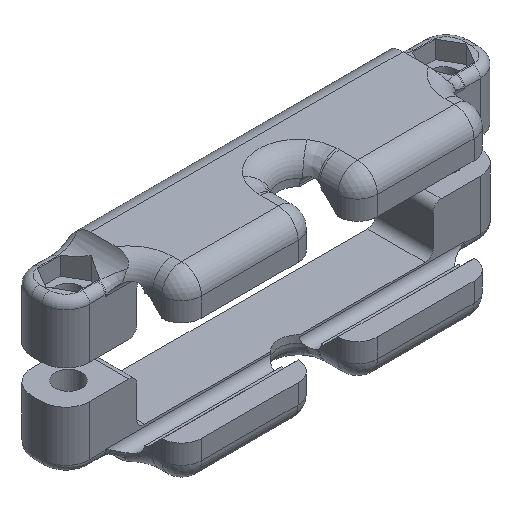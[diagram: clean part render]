
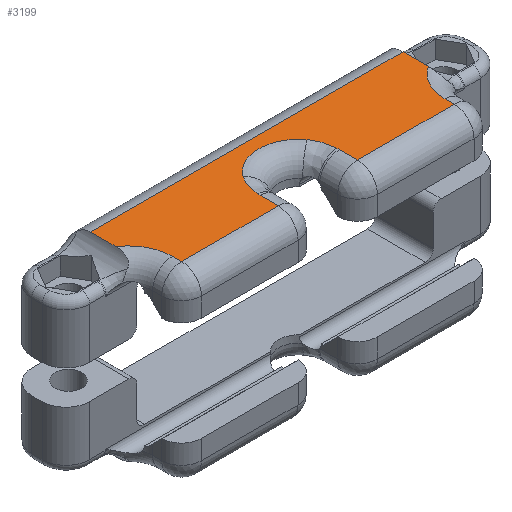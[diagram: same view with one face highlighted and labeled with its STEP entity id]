
A CAD part, isometric view. The second image highlights one B-rep face of the part: STEP entity #3199.
In plain terms, the highlighted planar face has unit normal (0, 0, 1).
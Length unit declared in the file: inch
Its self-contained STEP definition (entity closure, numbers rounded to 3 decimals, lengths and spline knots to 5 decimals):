
#140=B_SPLINE_CURVE_WITH_KNOTS('',3,(#6009,#6010,#6011,#6012,#6013,#6014,
#6015,#6016,#6017,#6018),.UNSPECIFIED.,.F.,.F.,(4,1,1,1,1,1,1,4),(2.47924,
2.48207,2.48491,2.49058,2.49908,2.50475,
2.50758,2.51892),.UNSPECIFIED.);
#141=B_SPLINE_CURVE_WITH_KNOTS('',3,(#6065,#6066,#6067,#6068,#6069,#6070,
#6071),.UNSPECIFIED.,.F.,.F.,(4,1,1,1,4),(1.09827,1.15261,
1.31565,1.37,1.47869),.UNSPECIFIED.);
#143=B_SPLINE_CURVE_WITH_KNOTS('',3,(#6158,#6159,#6160,#6161,#6162,#6163,
#6164,#6165,#6166),.UNSPECIFIED.,.F.,.F.,(4,1,1,1,1,1,4),(2.47944,
2.48794,2.4936,2.49927,2.50777,2.51344,
2.5191),.UNSPECIFIED.);
#144=B_SPLINE_CURVE_WITH_KNOTS('',3,(#6197,#6198,#6199,#6200,#6201,#6202),
 .UNSPECIFIED.,.F.,.F.,(4,1,1,4),(0.,0.1086,0.21719,
0.38008),.UNSPECIFIED.);
#264=CIRCLE('',#3459,0.275);
#287=CIRCLE('',#3497,0.275);
#300=CIRCLE('',#3516,0.25);
#555=FACE_OUTER_BOUND('',#745,.T.);
#745=EDGE_LOOP('',(#2819,#2820,#2821,#2822,#2823,#2824,#2825,#2826,#2827,
#2828,#2829,#2830,#2831,#2832,#2833,#2834));
#903=LINE('',#5677,#1127);
#911=LINE('',#5730,#1135);
#931=LINE('',#5941,#1155);
#933=LINE('',#5949,#1157);
#935=LINE('',#5956,#1159);
#937=LINE('',#6094,#1161);
#939=LINE('',#6102,#1163);
#941=LINE('',#6107,#1165);
#967=LINE('',#6292,#1191);
#1127=VECTOR('',#4162,0.3937);
#1135=VECTOR('',#4182,0.3937);
#1155=VECTOR('',#4294,0.3937);
#1157=VECTOR('',#4302,0.3937);
#1159=VECTOR('',#4310,0.3937);
#1161=VECTOR('',#4338,0.3937);
#1163=VECTOR('',#4346,0.3937);
#1165=VECTOR('',#4352,0.3937);
#1191=VECTOR('',#4446,0.3937);
#1411=VERTEX_POINT('',#5669);
#1412=VERTEX_POINT('',#5676);
#1423=VERTEX_POINT('',#5717);
#1426=VERTEX_POINT('',#5747);
#1458=VERTEX_POINT('',#5918);
#1459=VERTEX_POINT('',#5931);
#1461=VERTEX_POINT('',#5937);
#1463=VERTEX_POINT('',#5943);
#1466=VERTEX_POINT('',#5951);
#1468=VERTEX_POINT('',#6007);
#1469=VERTEX_POINT('',#6024);
#1470=VERTEX_POINT('',#6026);
#1471=VERTEX_POINT('',#6064);
#1473=VERTEX_POINT('',#6087);
#1476=VERTEX_POINT('',#6092);
#1477=VERTEX_POINT('',#6096);
#1814=EDGE_CURVE('',#1411,#1412,#903,.T.);
#1829=EDGE_CURVE('',#1411,#1423,#911,.T.);
#1833=EDGE_CURVE('',#1426,#1423,#264,.T.);
#1883=EDGE_CURVE('',#1458,#1459,#287,.T.);
#1888=EDGE_CURVE('',#1459,#1461,#931,.T.);
#1892=EDGE_CURVE('',#1461,#1463,#933,.T.);
#1896=EDGE_CURVE('',#1463,#1466,#935,.T.);
#1898=EDGE_CURVE('',#1466,#1468,#140,.T.);
#1903=EDGE_CURVE('',#1470,#1469,#300,.T.);
#1904=EDGE_CURVE('',#1469,#1471,#141,.T.);
#1910=EDGE_CURVE('',#1476,#1473,#937,.T.);
#1914=EDGE_CURVE('',#1473,#1477,#939,.T.);
#1917=EDGE_CURVE('',#1477,#1426,#941,.T.);
#1921=EDGE_CURVE('',#1471,#1476,#143,.T.);
#1922=EDGE_CURVE('',#1468,#1470,#144,.T.);
#1963=EDGE_CURVE('',#1458,#1412,#967,.T.);
#2819=ORIENTED_EDGE('',*,*,#1883,.F.);
#2820=ORIENTED_EDGE('',*,*,#1963,.T.);
#2821=ORIENTED_EDGE('',*,*,#1814,.F.);
#2822=ORIENTED_EDGE('',*,*,#1829,.T.);
#2823=ORIENTED_EDGE('',*,*,#1833,.F.);
#2824=ORIENTED_EDGE('',*,*,#1917,.F.);
#2825=ORIENTED_EDGE('',*,*,#1914,.F.);
#2826=ORIENTED_EDGE('',*,*,#1910,.F.);
#2827=ORIENTED_EDGE('',*,*,#1921,.F.);
#2828=ORIENTED_EDGE('',*,*,#1904,.F.);
#2829=ORIENTED_EDGE('',*,*,#1903,.F.);
#2830=ORIENTED_EDGE('',*,*,#1922,.F.);
#2831=ORIENTED_EDGE('',*,*,#1898,.F.);
#2832=ORIENTED_EDGE('',*,*,#1896,.F.);
#2833=ORIENTED_EDGE('',*,*,#1892,.F.);
#2834=ORIENTED_EDGE('',*,*,#1888,.F.);
#3019=PLANE('',#3564);
#3199=ADVANCED_FACE('',(#555),#3019,.F.);
#3459=AXIS2_PLACEMENT_3D('',#5749,#4189,#4190);
#3497=AXIS2_PLACEMENT_3D('',#5932,#4283,#4284);
#3516=AXIS2_PLACEMENT_3D('',#6028,#4327,#4328);
#3564=AXIS2_PLACEMENT_3D('',#6300,#4455,#4456);
#4162=DIRECTION('',(1.,0.,0.));
#4182=DIRECTION('',(0.,-1.,0.));
#4189=DIRECTION('center_axis',(0.,0.,
1.));
#4190=DIRECTION('ref_axis',(-1.,0.,0.));
#4283=DIRECTION('center_axis',(0.,0.,
1.));
#4284=DIRECTION('ref_axis',(1.,0.,0.));
#4294=DIRECTION('',(0.,-1.,0.));
#4302=DIRECTION('',(-1.,0.,0.));
#4310=DIRECTION('',(0.,1.,0.));
#4327=DIRECTION('center_axis',(0.,0.,
1.));
#4328=DIRECTION('ref_axis',(0.,1.,0.));
#4338=DIRECTION('',(0.,-1.,0.));
#4346=DIRECTION('',(-1.,0.,0.));
#4352=DIRECTION('',(0.,1.,0.));
#4446=DIRECTION('',(0.,1.,0.));
#4455=DIRECTION('center_axis',(0.,0.,
-1.));
#4456=DIRECTION('ref_axis',(0.,-1.,0.));
#5669=CARTESIAN_POINT('',(-1.788,0.23764,1.06186));
#5676=CARTESIAN_POINT('',(0.182,0.23764,1.06186));
#5677=CARTESIAN_POINT('',(-0.798,0.23764,1.06186));
#5717=CARTESIAN_POINT('',(-1.788,0.07813,1.06186));
#5730=CARTESIAN_POINT('',(-1.788,-0.19486,1.06186));
#5747=CARTESIAN_POINT('',(-1.663,-0.15236,1.06186));
#5749=CARTESIAN_POINT('Origin',(-1.938,-0.15236,1.06186));
#5918=CARTESIAN_POINT('',(0.182,0.07813,1.06186));
#5931=CARTESIAN_POINT('',(0.057,-0.15236,1.06186));
#5932=CARTESIAN_POINT('Origin',(0.332,-0.15236,1.06186));
#5937=CARTESIAN_POINT('',(0.057,-0.21036,1.06186));
#5941=CARTESIAN_POINT('',(0.057,-0.24486,1.06186));
#5943=CARTESIAN_POINT('',(-0.553,-0.21036,1.06186));
#5949=CARTESIAN_POINT('',(-0.798,-0.21036,1.06186));
#5951=CARTESIAN_POINT('',(-0.553,-0.09609,1.06186));
#5956=CARTESIAN_POINT('',(-0.553,-0.16236,1.06186));
#6007=CARTESIAN_POINT('',(-0.5535,-0.08047,1.06186));
#6009=CARTESIAN_POINT('Ctrl Pts',(-0.553,-0.09609,
1.06186));
#6010=CARTESIAN_POINT('Ctrl Pts',(-0.553,-0.09571,
1.06186));
#6011=CARTESIAN_POINT('Ctrl Pts',(-0.553,-0.09497,
1.06186));
#6012=CARTESIAN_POINT('Ctrl Pts',(-0.55301,-0.09348,
1.06186));
#6013=CARTESIAN_POINT('Ctrl Pts',(-0.55305,-0.09125,
1.06186));
#6014=CARTESIAN_POINT('Ctrl Pts',(-0.55312,-0.08865,
1.06186));
#6015=CARTESIAN_POINT('Ctrl Pts',(-0.55321,-0.08642,
1.06186));
#6016=CARTESIAN_POINT('Ctrl Pts',(-0.55332,-0.08382,
1.06186));
#6017=CARTESIAN_POINT('Ctrl Pts',(-0.55341,-0.08196,
1.06186));
#6018=CARTESIAN_POINT('Ctrl Pts',(-0.5535,-0.08047,
1.06186));
#6024=CARTESIAN_POINT('',(-1.00488,0.06011,1.06186));
#6026=CARTESIAN_POINT('',(-0.60112,0.06011,1.06186));
#6028=CARTESIAN_POINT('Origin',(-0.803,-0.08736,1.06186));
#6064=CARTESIAN_POINT('',(-1.0525,-0.08047,1.06186));
#6065=CARTESIAN_POINT('Ctrl Pts',(-1.00488,0.06011,
1.06186));
#6066=CARTESIAN_POINT('Ctrl Pts',(-1.00909,0.05435,
1.06186));
#6067=CARTESIAN_POINT('Ctrl Pts',(-1.02463,0.03019,
1.06186));
#6068=CARTESIAN_POINT('Ctrl Pts',(-1.038,-0.0032,
1.06186));
#6069=CARTESIAN_POINT('Ctrl Pts',(-1.04855,-0.0449,
1.06186));
#6070=CARTESIAN_POINT('Ctrl Pts',(-1.05172,-0.06623,
1.06186));
#6071=CARTESIAN_POINT('Ctrl Pts',(-1.0525,-0.08047,
1.06186));
#6087=CARTESIAN_POINT('',(-1.053,-0.21036,1.06186));
#6092=CARTESIAN_POINT('',(-1.053,-0.09609,1.06186));
#6094=CARTESIAN_POINT('',(-1.053,-0.16236,1.06186));
#6096=CARTESIAN_POINT('',(-1.663,-0.21036,1.06186));
#6102=CARTESIAN_POINT('',(-0.798,-0.21036,1.06186));
#6107=CARTESIAN_POINT('',(-1.663,-0.19486,1.06186));
#6158=CARTESIAN_POINT('Ctrl Pts',(-1.0525,-0.08047,
1.06186));
#6159=CARTESIAN_POINT('Ctrl Pts',(-1.05257,-0.08159,
1.06186));
#6160=CARTESIAN_POINT('Ctrl Pts',(-1.05266,-0.08344,1.06186));
#6161=CARTESIAN_POINT('Ctrl Pts',(-1.05278,-0.08605,
1.06186));
#6162=CARTESIAN_POINT('Ctrl Pts',(-1.05288,-0.08865,
1.06186));
#6163=CARTESIAN_POINT('Ctrl Pts',(-1.05295,-0.09125,1.06186));
#6164=CARTESIAN_POINT('Ctrl Pts',(-1.05299,-0.09386,
1.06186));
#6165=CARTESIAN_POINT('Ctrl Pts',(-1.053,-0.09534,1.06186));
#6166=CARTESIAN_POINT('Ctrl Pts',(-1.053,-0.09609,1.06186));
#6197=CARTESIAN_POINT('Ctrl Pts',(-0.5535,-0.08047,
1.06186));
#6198=CARTESIAN_POINT('Ctrl Pts',(-0.55428,-0.06624,
1.06186));
#6199=CARTESIAN_POINT('Ctrl Pts',(-0.55849,-0.03794,
1.06186));
#6200=CARTESIAN_POINT('Ctrl Pts',(-0.57239,0.01051,
1.06186));
#6201=CARTESIAN_POINT('Ctrl Pts',(-0.58841,0.04271,
1.06186));
#6202=CARTESIAN_POINT('Ctrl Pts',(-0.60112,0.06011,
1.06186));
#6292=CARTESIAN_POINT('',(0.182,0.09639,1.06186));
#6300=CARTESIAN_POINT('Origin',(-0.798,0.01264,1.06186));
